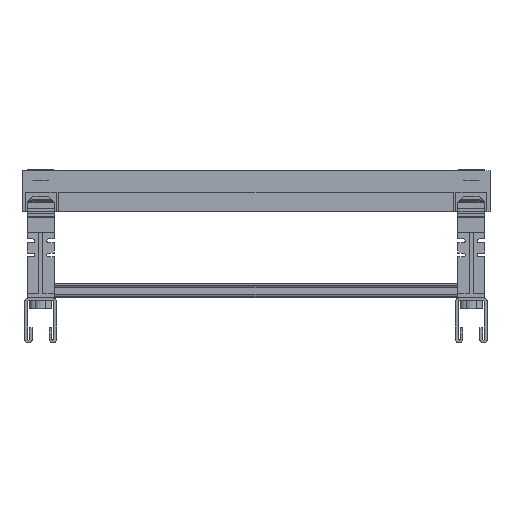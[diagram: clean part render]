
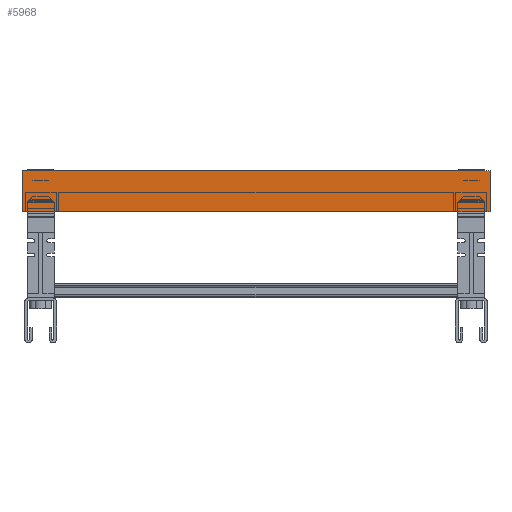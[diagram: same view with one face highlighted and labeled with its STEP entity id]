
A CAD part, front view. The second image highlights one B-rep face of the part: STEP entity #5968.
In plain terms, the highlighted planar face has unit normal (0, -1, 0).
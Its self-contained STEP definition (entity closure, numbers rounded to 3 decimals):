
#5968=ADVANCED_FACE('',(#15352),#15353,.F.);
#15352=FACE_OUTER_BOUND('',#29324,.T.);
#15353=PLANE('',#29325);
#29324=EDGE_LOOP('',(#44790,#44791,#44792,#44793));
#29325=AXIS2_PLACEMENT_3D('',#44794,#44795,#44796);
#44790=ORIENTED_EDGE('',*,*,#85900,.T.);
#44791=ORIENTED_EDGE('',*,*,#85901,.T.);
#44792=ORIENTED_EDGE('',*,*,#85902,.T.);
#44793=ORIENTED_EDGE('',*,*,#85018,.T.);
#44794=CARTESIAN_POINT('',(125.0,0.0,81.001));
#44795=DIRECTION('',(-0.0,1.0,0.0));
#44796=DIRECTION('',(1.0,0.0,0.0));
#85018=EDGE_CURVE('',#101918,#101916,#101919,.T.);
#85900=EDGE_CURVE('',#101916,#103216,#103217,.T.);
#85901=EDGE_CURVE('',#103216,#103218,#103219,.T.);
#85902=EDGE_CURVE('',#103218,#101918,#103220,.T.);
#101916=VERTEX_POINT('',#126951);
#101918=VERTEX_POINT('',#126954);
#101919=LINE('',#126955,#126956);
#103216=VERTEX_POINT('',#128791);
#103217=LINE('',#128792,#128793);
#103218=VERTEX_POINT('',#128794);
#103219=LINE('',#128795,#128796);
#103220=LINE('',#128797,#128798);
#126951=CARTESIAN_POINT('',(250.0,0.0,70.001));
#126954=CARTESIAN_POINT('',(0.0,0.0,70.001));
#126955=CARTESIAN_POINT('',(125.0,0.0,70.001));
#126956=VECTOR('',#161664,1.0);
#128791=CARTESIAN_POINT('',(250.0,0.0,92.001));
#128792=CARTESIAN_POINT('',(250.0,0.0,81.001));
#128793=VECTOR('',#162603,1.0);
#128794=CARTESIAN_POINT('',(0.0,0.0,92.001));
#128795=CARTESIAN_POINT('',(125.0,0.0,92.001));
#128796=VECTOR('',#162604,1.0);
#128797=CARTESIAN_POINT('',(0.0,0.0,81.001));
#128798=VECTOR('',#162605,1.0);
#161664=DIRECTION('',(1.0,0.0,0.0));
#162603=DIRECTION('',(0.0,0.0,1.0));
#162604=DIRECTION('',(-1.0,0.0,0.0));
#162605=DIRECTION('',(0.0,0.0,-1.0));
